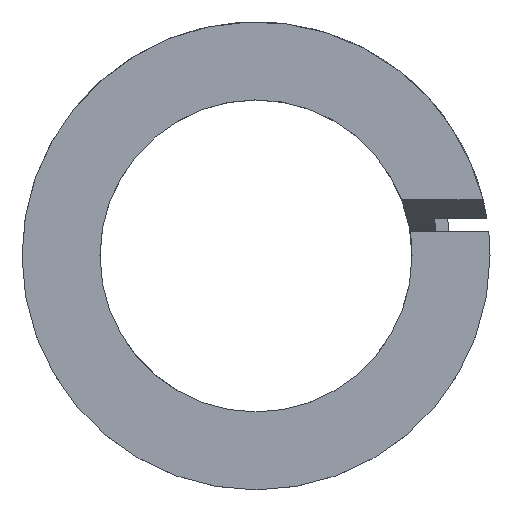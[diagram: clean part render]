
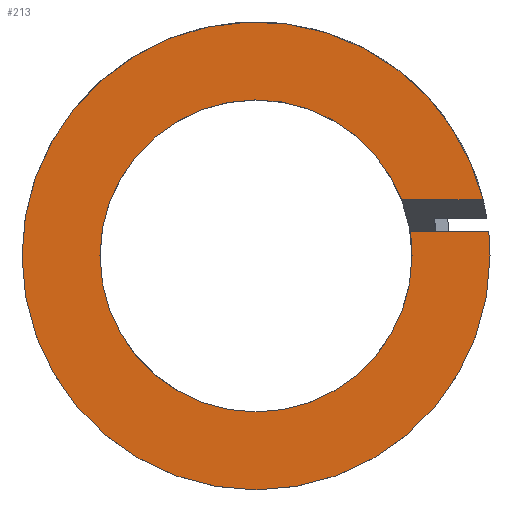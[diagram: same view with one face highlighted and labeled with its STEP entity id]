
A CAD part, top view. The second image highlights one B-rep face of the part: STEP entity #213.
In plain terms, the highlighted planar face has unit normal (0, 0, 1).
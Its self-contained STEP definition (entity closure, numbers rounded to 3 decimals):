
#8 = PLANE ( 'NONE',  #208 ) ;
#10 = EDGE_CURVE ( 'NONE', #730, #278, #105, .T. ) ;
#14 = FACE_OUTER_BOUND ( 'NONE', #494, .T. ) ;
#36 = EDGE_CURVE ( 'NONE', #87, #181, #222, .T. ) ;
#87 = VERTEX_POINT ( 'NONE', #93 ) ;
#89 = EDGE_CURVE ( 'NONE', #386, #87, #462, .T. ) ;
#93 = CARTESIAN_POINT ( 'NONE',  ( 4.763, 0., 3.505 ) ) ;
#98 = AXIS2_PLACEMENT_3D ( 'NONE', #551, #680, #259 ) ;
#100 = DIRECTION ( 'NONE',  ( 1., 0., 0. ) ) ;
#103 = VERTEX_POINT ( 'NONE', #673 ) ;
#105 = CIRCLE ( 'NONE', #98, 7.144 ) ;
#148 = VERTEX_POINT ( 'NONE', #415 ) ;
#172 = DIRECTION ( 'NONE',  ( 0., 0., 1. ) ) ;
#180 = CARTESIAN_POINT ( 'NONE',  ( 0., 0., 3.505 ) ) ;
#181 = VERTEX_POINT ( 'NONE', #239 ) ;
#185 = CARTESIAN_POINT ( 'NONE',  ( 5.953, 1.712, 3.505 ) ) ;
#187 = DIRECTION ( 'NONE',  ( -1., 0., 0. ) ) ;
#197 = CARTESIAN_POINT ( 'NONE',  ( 0., 0., 3.505 ) ) ;
#205 = EDGE_CURVE ( 'NONE', #278, #386, #470, .T. ) ;
#208 = AXIS2_PLACEMENT_3D ( 'NONE', #630, #172, #631 ) ;
#213 = ADVANCED_FACE ( 'NONE', ( #14 ), #8, .T. ) ;
#222 = CIRCLE ( 'NONE', #344, 4.763 ) ;
#223 = VERTEX_POINT ( 'NONE', #283 ) ;
#239 = CARTESIAN_POINT ( 'NONE',  ( -4.763, 0., 3.505 ) ) ;
#259 = DIRECTION ( 'NONE',  ( 1., 0., 0. ) ) ;
#268 = DIRECTION ( 'NONE',  ( 0., 0., -1. ) ) ;
#278 = VERTEX_POINT ( 'NONE', #688 ) ;
#283 = CARTESIAN_POINT ( 'NONE',  ( -7.144, 0., 3.505 ) ) ;
#293 = DIRECTION ( 'NONE',  ( 0., 0., 1. ) ) ;
#298 = CIRCLE ( 'NONE', #562, 4.763 ) ;
#306 = EDGE_CURVE ( 'NONE', #223, #730, #333, .T. ) ;
#312 = VECTOR ( 'NONE', #187, 1000. ) ;
#321 = AXIS2_PLACEMENT_3D ( 'NONE', #650, #293, #414 ) ;
#333 = CIRCLE ( 'NONE', #321, 7.144 ) ;
#344 = AXIS2_PLACEMENT_3D ( 'NONE', #667, #268, #608 ) ;
#354 = ORIENTED_EDGE ( 'NONE', *, *, #205, .T. ) ;
#383 = DIRECTION ( 'NONE',  ( 0., 0., -1. ) ) ;
#386 = VERTEX_POINT ( 'NONE', #635 ) ;
#410 = DIRECTION ( 'NONE',  ( 0., 0., 1. ) ) ;
#411 = CARTESIAN_POINT ( 'NONE',  ( 5.953, 0.743, 3.505 ) ) ;
#414 = DIRECTION ( 'NONE',  ( 1., 0., 0. ) ) ;
#415 = CARTESIAN_POINT ( 'NONE',  ( 6.936, 1.712, 3.505 ) ) ;
#424 = DIRECTION ( 'NONE',  ( 0., 0., -1. ) ) ;
#427 = DIRECTION ( 'NONE',  ( 1., 0., 0. ) ) ;
#437 = CARTESIAN_POINT ( 'NONE',  ( 0., 0., 3.505 ) ) ;
#444 = EDGE_CURVE ( 'NONE', #148, #223, #685, .T. ) ;
#462 = CIRCLE ( 'NONE', #483, 4.763 ) ;
#470 = LINE ( 'NONE', #411, #312 ) ;
#481 = ORIENTED_EDGE ( 'NONE', *, *, #10, .T. ) ;
#483 = AXIS2_PLACEMENT_3D ( 'NONE', #437, #383, #100 ) ;
#484 = CARTESIAN_POINT ( 'NONE',  ( 7.144, 0., 3.505 ) ) ;
#488 = ORIENTED_EDGE ( 'NONE', *, *, #306, .T. ) ;
#490 = AXIS2_PLACEMENT_3D ( 'NONE', #180, #410, #517 ) ;
#494 = EDGE_LOOP ( 'NONE', ( #679, #556, #686, #536, #660, #488, #481, #354 ) ) ;
#514 = EDGE_CURVE ( 'NONE', #181, #103, #298, .T. ) ;
#517 = DIRECTION ( 'NONE',  ( 1., 0., 0. ) ) ;
#536 = ORIENTED_EDGE ( 'NONE', *, *, #694, .T. ) ;
#551 = CARTESIAN_POINT ( 'NONE',  ( 0., 0., 3.505 ) ) ;
#556 = ORIENTED_EDGE ( 'NONE', *, *, #36, .T. ) ;
#562 = AXIS2_PLACEMENT_3D ( 'NONE', #197, #424, #427 ) ;
#579 = LINE ( 'NONE', #185, #702 ) ;
#608 = DIRECTION ( 'NONE',  ( 1., 0., 0. ) ) ;
#630 = CARTESIAN_POINT ( 'NONE',  ( 5.953, 0., 3.505 ) ) ;
#631 = DIRECTION ( 'NONE',  ( 1., 0., 0. ) ) ;
#635 = CARTESIAN_POINT ( 'NONE',  ( 4.704, 0.743, 3.505 ) ) ;
#650 = CARTESIAN_POINT ( 'NONE',  ( 0., 0., 3.505 ) ) ;
#660 = ORIENTED_EDGE ( 'NONE', *, *, #444, .T. ) ;
#667 = CARTESIAN_POINT ( 'NONE',  ( 0., 0., 3.505 ) ) ;
#673 = CARTESIAN_POINT ( 'NONE',  ( 4.444, 1.712, 3.505 ) ) ;
#679 = ORIENTED_EDGE ( 'NONE', *, *, #89, .T. ) ;
#680 = DIRECTION ( 'NONE',  ( 0., 0., 1. ) ) ;
#685 = CIRCLE ( 'NONE', #490, 7.144 ) ;
#686 = ORIENTED_EDGE ( 'NONE', *, *, #514, .T. ) ;
#688 = CARTESIAN_POINT ( 'NONE',  ( 7.105, 0.743, 3.505 ) ) ;
#694 = EDGE_CURVE ( 'NONE', #103, #148, #579, .T. ) ;
#702 = VECTOR ( 'NONE', #710, 1000. ) ;
#710 = DIRECTION ( 'NONE',  ( 1., 0., 0. ) ) ;
#730 = VERTEX_POINT ( 'NONE', #484 ) ;
